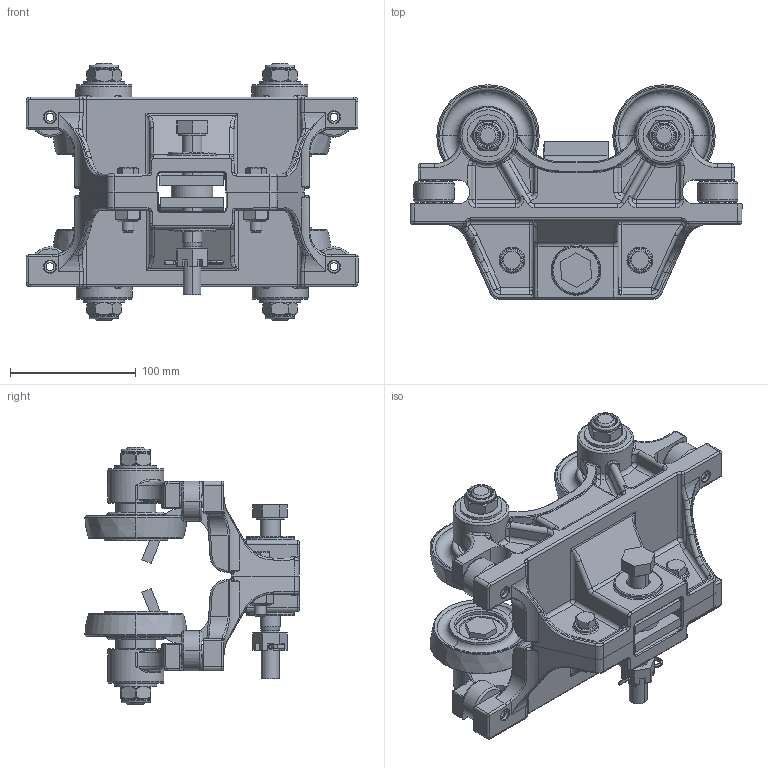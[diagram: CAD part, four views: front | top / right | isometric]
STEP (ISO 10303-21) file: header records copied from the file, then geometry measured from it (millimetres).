
FILE_DESCRIPTION((''),'2;1');
FILE_NAME('10052 BT-333 TROLLEY.stp','2011-03-31T08:22:02',('jholman'),(''),'Autodesk Inventor 2011','Autodesk Inventor 2011','');
FILE_SCHEMA(('AUTOMOTIVE_DESIGN { 1 0 10303 214 1 1 1 1 }'));
Length unit declared in the file: inch
Products named in the file (19): 10052; 3D11T4B4D; 3D11X6B4A; 3D11HSB4A; Hex Bolt - UNC (Regular Thread - Inch) 3/8-16 UNC - 1.75; Prevailing Torque Type Hex Nut - UNC (Regular Thread - Inch)  (IFI) 1/2 - 13 Metal Type; 3D1121C4A; 3D11W7B4C; 3D11W4B4B; 3D1124B4A; 3D11X2B4A; 3D11CHB4C; 3D1177B4C; 3D11A6B4A; 3D11W6B4B; 3D11K7B4B; 3D11Q6B4B; Type A - Plain Washer (Inch) 5/8 - narrow - Type A; 3D1134G4A
Assembly tree (37 placements, depth 3):
  10052
    3D11T4B4D  x2
    3D11X6B4A  x4
    3D11HSB4A  x4
    Hex Bolt - UNC (Regular Thread - Inch) 3/8-16 UNC - 1.75  x2
    Prevailing Torque Type Hex Nut - UNC (Regular Thread - Inch)  (IFI) 1/2 - 13 Metal Type  x2
    3D1121C4A
    3D11W7B4C  x2
    3D11W4B4B
    3D1124B4A
    3D11X2B4A
    3D11CHB4C  x4
      3D1177B4C
      3D11A6B4A
      3D11W6B4B
      3D11K7B4B
      3D11Q6B4B
    Type A - Plain Washer (Inch) 5/8 - narrow - Type A  x4
    3D1134G4A  x4
Bounding box: 263.52 x 170.14 x 204.06 mm (x, y, z)
Volume: 1415091.5 mm3; surface area: 425821.6 mm2
Topology: 48 solids, 48 shells, 2415 faces, 5738 edges, 3258 vertices
Faces by surface type: cylinder 684, bspline 630, plane 449, torus 372, cone 200, sphere 80
Full cylindrical faces by diameter (mm): 9.525 x10, 9.855 x2, 10.319 x4, 10.592 x2, 13.386 x4, 14.288 x2, 14.351 x4, 15.862 x4, 16.272 x4, 16.662 x4, 16.98 x4, 17.374 x4, 17.463 x3, 19.05 x4, 23.114 x4, 33.325 x4, 33.338 x1, 38.1 x2, 40.005 x4, 44.45 x4
Entity records: 35341 total; most frequent: CARTESIAN_POINT 12744, DIRECTION 4652, ORIENTED_EDGE 4490, EDGE_CURVE 2245, AXIS2_PLACEMENT_3D 1978, VERTEX_POINT 1347, EDGE_LOOP 1120, CIRCLE 1117
